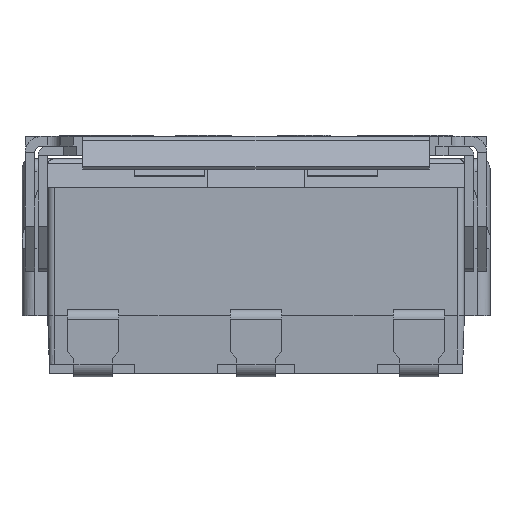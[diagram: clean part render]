
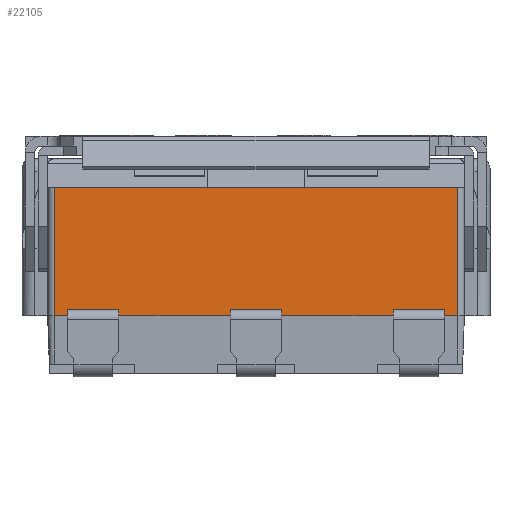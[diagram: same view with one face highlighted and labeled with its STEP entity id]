
A CAD part, front view. The second image highlights one B-rep face of the part: STEP entity #22105.
In plain terms, the highlighted planar face has unit normal (0, -1, 0).
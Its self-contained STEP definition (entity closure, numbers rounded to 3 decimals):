
#1631=ORIENTED_EDGE('',*,*,#8066,.F.);
#1632=ORIENTED_EDGE('',*,*,#7044,.T.);
#1633=ORIENTED_EDGE('',*,*,#8067,.T.);
#1634=ORIENTED_EDGE('',*,*,#8068,.F.);
#1635=ORIENTED_EDGE('',*,*,#8069,.F.);
#1636=ORIENTED_EDGE('',*,*,#8065,.T.);
#1637=ORIENTED_EDGE('',*,*,#8070,.T.);
#1638=ORIENTED_EDGE('',*,*,#7019,.F.);
#1639=ORIENTED_EDGE('',*,*,#8071,.F.);
#1640=ORIENTED_EDGE('',*,*,#7012,.T.);
#1641=ORIENTED_EDGE('',*,*,#8072,.T.);
#1642=ORIENTED_EDGE('',*,*,#6987,.F.);
#1643=ORIENTED_EDGE('',*,*,#8073,.F.);
#1644=ORIENTED_EDGE('',*,*,#6980,.T.);
#1645=ORIENTED_EDGE('',*,*,#8074,.T.);
#1646=ORIENTED_EDGE('',*,*,#7051,.F.);
#6980=EDGE_CURVE('',#10264,#10263,#12456,.T.);
#6987=EDGE_CURVE('',#10270,#10271,#12461,.T.);
#7012=EDGE_CURVE('',#10288,#10287,#12482,.T.);
#7019=EDGE_CURVE('',#10294,#10295,#12487,.T.);
#7044=EDGE_CURVE('',#10312,#10311,#12508,.T.);
#7051=EDGE_CURVE('',#10318,#10319,#12513,.T.);
#8065=EDGE_CURVE('',#11225,#11226,#13428,.T.);
#8066=EDGE_CURVE('',#10312,#10318,#13429,.T.);
#8067=EDGE_CURVE('',#10311,#11227,#13430,.T.);
#8068=EDGE_CURVE('',#11228,#11227,#13431,.T.);
#8069=EDGE_CURVE('',#11225,#11228,#13432,.T.);
#8070=EDGE_CURVE('',#11226,#10295,#13433,.T.);
#8071=EDGE_CURVE('',#10288,#10294,#13434,.T.);
#8072=EDGE_CURVE('',#10287,#10271,#13435,.T.);
#8073=EDGE_CURVE('',#10264,#10270,#13436,.T.);
#8074=EDGE_CURVE('',#10263,#10319,#13437,.T.);
#10263=VERTEX_POINT('',#38247);
#10264=VERTEX_POINT('',#38249);
#10270=VERTEX_POINT('',#38262);
#10271=VERTEX_POINT('',#38264);
#10287=VERTEX_POINT('',#38309);
#10288=VERTEX_POINT('',#38311);
#10294=VERTEX_POINT('',#38324);
#10295=VERTEX_POINT('',#38326);
#10311=VERTEX_POINT('',#38371);
#10312=VERTEX_POINT('',#38373);
#10318=VERTEX_POINT('',#38386);
#10319=VERTEX_POINT('',#38388);
#11225=VERTEX_POINT('',#40398);
#11226=VERTEX_POINT('',#40400);
#11227=VERTEX_POINT('',#40405);
#11228=VERTEX_POINT('',#40407);
#12456=LINE('',#38248,#15562);
#12461=LINE('',#38263,#15567);
#12482=LINE('',#38310,#15588);
#12487=LINE('',#38325,#15593);
#12508=LINE('',#38372,#15614);
#12513=LINE('',#38387,#15619);
#13428=LINE('',#40401,#16534);
#13429=LINE('',#40403,#16535);
#13430=LINE('',#40404,#16536);
#13431=LINE('',#40406,#16537);
#13432=LINE('',#40408,#16538);
#13433=LINE('',#40409,#16539);
#13434=LINE('',#40410,#16540);
#13435=LINE('',#40411,#16541);
#13436=LINE('',#40412,#16542);
#13437=LINE('',#40413,#16543);
#15562=VECTOR('',#32467,1000.);
#15567=VECTOR('',#32478,1000.);
#15588=VECTOR('',#32517,1000.);
#15593=VECTOR('',#32528,1000.);
#15614=VECTOR('',#32567,1000.);
#15619=VECTOR('',#32578,1000.);
#16534=VECTOR('',#33851,1000.);
#16535=VECTOR('',#33854,1000.);
#16536=VECTOR('',#33855,1000.);
#16537=VECTOR('',#33856,1000.);
#16538=VECTOR('',#33857,1000.);
#16539=VECTOR('',#33858,1000.);
#16540=VECTOR('',#33859,1000.);
#16541=VECTOR('',#33860,1000.);
#16542=VECTOR('',#33861,1000.);
#16543=VECTOR('',#33862,1000.);
#18740=EDGE_LOOP('',(#1631,#1632,#1633,#1634,#1635,#1636,#1637,#1638,#1639,
#1640,#1641,#1642,#1643,#1644,#1645,#1646));
#19908=FACE_BOUND('',#18740,.T.);
#21033=PLANE('',#31258);
#22105=ADVANCED_FACE('',(#19908),#21033,.F.);
#31258=AXIS2_PLACEMENT_3D('',#40402,#33852,#33853);
#32467=DIRECTION('',(0.,0.,-1.));
#32478=DIRECTION('',(0.,0.,-1.));
#32517=DIRECTION('',(0.,0.,-1.));
#32528=DIRECTION('',(0.,0.,-1.));
#32567=DIRECTION('',(0.,0.,-1.));
#32578=DIRECTION('',(0.,0.,-1.));
#33851=DIRECTION('',(0.,0.,-1.));
#33852=DIRECTION('',(0.,1.,0.));
#33853=DIRECTION('',(0.,0.,1.));
#33854=DIRECTION('',(-1.,0.,0.));
#33855=DIRECTION('',(1.,0.,0.));
#33856=DIRECTION('',(0.,0.,-1.));
#33857=DIRECTION('',(1.,0.,0.));
#33858=DIRECTION('',(1.,0.,0.));
#33859=DIRECTION('',(-1.,0.,0.));
#33860=DIRECTION('',(1.,0.,0.));
#33861=DIRECTION('',(-1.,0.,0.));
#33862=DIRECTION('',(1.,0.,0.));
#38247=CARTESIAN_POINT('',(0.4,-3.55,-2.8));
#38248=CARTESIAN_POINT('',(0.4,-3.55,-0.35));
#38249=CARTESIAN_POINT('',(0.4,-3.55,-2.7));
#38262=CARTESIAN_POINT('',(-0.4,-3.55,-2.7));
#38263=CARTESIAN_POINT('',(-0.4,-3.55,-0.35));
#38264=CARTESIAN_POINT('',(-0.4,-3.55,-2.8));
#38309=CARTESIAN_POINT('',(-2.14,-3.55,-2.8));
#38310=CARTESIAN_POINT('',(-2.14,-3.55,-0.35));
#38311=CARTESIAN_POINT('',(-2.14,-3.55,-2.7));
#38324=CARTESIAN_POINT('',(-2.94,-3.55,-2.7));
#38325=CARTESIAN_POINT('',(-2.94,-3.55,-0.35));
#38326=CARTESIAN_POINT('',(-2.94,-3.55,-2.8));
#38371=CARTESIAN_POINT('',(2.94,-3.55,-2.8));
#38372=CARTESIAN_POINT('',(2.94,-3.55,-0.35));
#38373=CARTESIAN_POINT('',(2.94,-3.55,-2.7));
#38386=CARTESIAN_POINT('',(2.14,-3.55,-2.7));
#38387=CARTESIAN_POINT('',(2.14,-3.55,-0.35));
#38388=CARTESIAN_POINT('',(2.14,-3.55,-2.8));
#40398=CARTESIAN_POINT('',(-3.15,-3.55,-0.8));
#40400=CARTESIAN_POINT('',(-3.15,-3.55,-2.8));
#40401=CARTESIAN_POINT('',(-3.15,-3.55,-0.35));
#40402=CARTESIAN_POINT('',(-3.15,-3.55,-0.35));
#40403=CARTESIAN_POINT('',(-3.15,-3.55,-2.7));
#40404=CARTESIAN_POINT('',(-3.15,-3.55,-2.8));
#40405=CARTESIAN_POINT('',(3.15,-3.55,-2.8));
#40406=CARTESIAN_POINT('',(3.15,-3.55,-0.35));
#40407=CARTESIAN_POINT('',(3.15,-3.55,-0.8));
#40408=CARTESIAN_POINT('',(-3.15,-3.55,-0.8));
#40409=CARTESIAN_POINT('',(-3.15,-3.55,-2.8));
#40410=CARTESIAN_POINT('',(-3.15,-3.55,-2.7));
#40411=CARTESIAN_POINT('',(-3.15,-3.55,-2.8));
#40412=CARTESIAN_POINT('',(-3.15,-3.55,-2.7));
#40413=CARTESIAN_POINT('',(-3.15,-3.55,-2.8));
